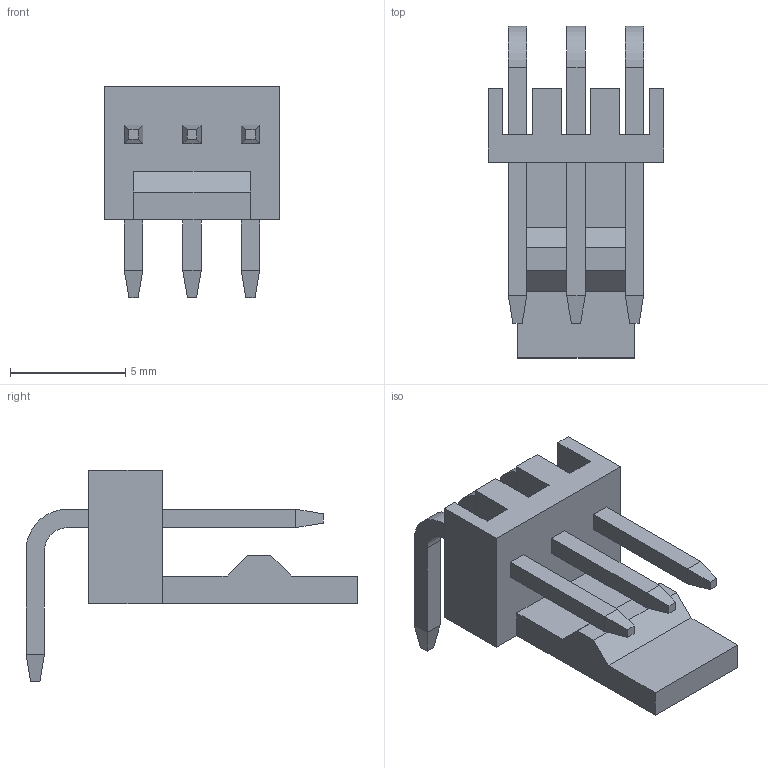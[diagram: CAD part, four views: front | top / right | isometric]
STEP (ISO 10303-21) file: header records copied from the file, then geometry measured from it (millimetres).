
FILE_DESCRIPTION (( 'STEP AP214' ), '1' );
FILE_NAME ('CONN-TH_KF2510-3AGW.step', '2022-08-02T16:14:22', ( '' ), ( '' ), 'SwSTEP 2.0', 'SolidWorks 2020', '' );
FILE_SCHEMA (( 'AUTOMOTIVE_DESIGN' ));
Length unit declared in the file: millimetre
Products named in the file (1): CONN-TH_KF2510-3AGW
Bounding box: 7.62 x 14.42 x 9.2 mm (x, y, z)
Volume: 190 mm3; surface area: 506.2 mm2
Topology: 14 solids, 14 shells, 445 faces, 1188 edges, 784 vertices
Faces by surface type: plane 293, bspline 146, cylinder 6
Entity records: 19880 total; most frequent: CARTESIAN_POINT 6036, ORIENTED_EDGE 2376, DIRECTION 1504, EDGE_CURVE 1188, VECTOR 880, LINE 880, VERTEX_POINT 784, EDGE_LOOP 470
